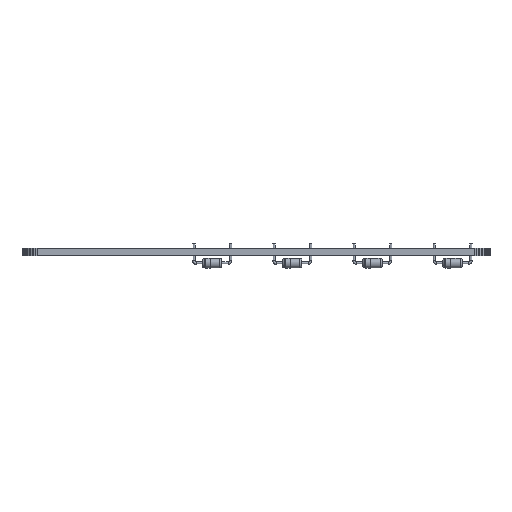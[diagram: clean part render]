
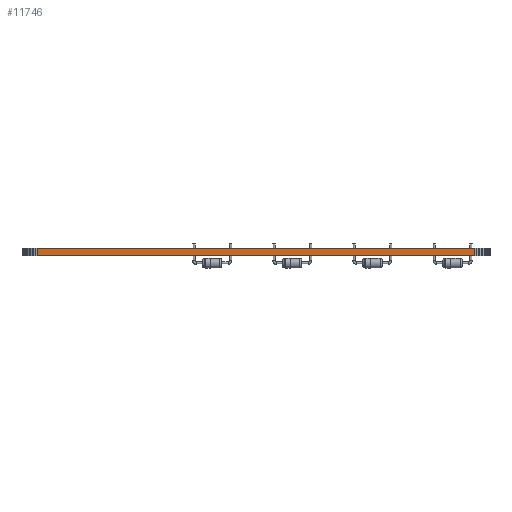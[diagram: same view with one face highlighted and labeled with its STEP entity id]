
A CAD part, left-side view. The second image highlights one B-rep face of the part: STEP entity #11746.
In plain terms, the highlighted planar face has unit normal (-1, 0, 0).
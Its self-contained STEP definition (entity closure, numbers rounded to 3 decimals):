
#989 = PLANE('',#990);
#990 = AXIS2_PLACEMENT_3D('',#991,#992,#993);
#991 = CARTESIAN_POINT('',(162.366,-98.374,1.6));
#992 = DIRECTION('',(-0.,-0.,-1.));
#993 = DIRECTION('',(-1.,0.,0.));
#1043 = PLANE('',#1044);
#1044 = AXIS2_PLACEMENT_3D('',#1045,#1046,#1047);
#1045 = CARTESIAN_POINT('',(162.366,-98.374,0.));
#1046 = DIRECTION('',(-0.,-0.,-1.));
#1047 = DIRECTION('',(-1.,0.,0.));
#2328 = VERTEX_POINT('',#2329);
#2329 = CARTESIAN_POINT('',(120.626,-143.863,0.));
#2343 = PLANE('',#2344);
#2344 = AXIS2_PLACEMENT_3D('',#2345,#2346,#2347);
#2345 = CARTESIAN_POINT('',(120.646,-144.218,0.));
#2346 = DIRECTION('',(-0.998,-0.056,0.));
#2347 = DIRECTION('',(-0.056,0.998,0.));
#2355 = EDGE_CURVE('',#2328,#2356,#2358,.T.);
#2356 = VERTEX_POINT('',#2357);
#2357 = CARTESIAN_POINT('',(120.626,-52.886,0.));
#2358 = SURFACE_CURVE('',#2359,(#2363,#2370),.PCURVE_S1.);
#2359 = LINE('',#2360,#2361);
#2360 = CARTESIAN_POINT('',(120.626,-143.863,0.));
#2361 = VECTOR('',#2362,1.);
#2362 = DIRECTION('',(0.,1.,0.));
#2363 = PCURVE('',#1043,#2364);
#2364 = DEFINITIONAL_REPRESENTATION('',(#2365),#2369);
#2365 = LINE('',#2366,#2367);
#2366 = CARTESIAN_POINT('',(41.74,-45.488));
#2367 = VECTOR('',#2368,1.);
#2368 = DIRECTION('',(0.,1.));
#2369 = ( GEOMETRIC_REPRESENTATION_CONTEXT(2) 
PARAMETRIC_REPRESENTATION_CONTEXT() REPRESENTATION_CONTEXT('2D SPACE',''
  ) );
#2370 = PCURVE('',#2371,#2376);
#2371 = PLANE('',#2372);
#2372 = AXIS2_PLACEMENT_3D('',#2373,#2374,#2375);
#2373 = CARTESIAN_POINT('',(120.626,-143.863,0.));
#2374 = DIRECTION('',(-1.,0.,0.));
#2375 = DIRECTION('',(0.,1.,0.));
#2376 = DEFINITIONAL_REPRESENTATION('',(#2377),#2381);
#2377 = LINE('',#2378,#2379);
#2378 = CARTESIAN_POINT('',(0.,0.));
#2379 = VECTOR('',#2380,1.);
#2380 = DIRECTION('',(1.,0.));
#2381 = ( GEOMETRIC_REPRESENTATION_CONTEXT(2) 
PARAMETRIC_REPRESENTATION_CONTEXT() REPRESENTATION_CONTEXT('2D SPACE',''
  ) );
#2399 = PLANE('',#2400);
#2400 = AXIS2_PLACEMENT_3D('',#2401,#2402,#2403);
#2401 = CARTESIAN_POINT('',(120.626,-52.886,0.));
#2402 = DIRECTION('',(-0.998,0.056,0.));
#2403 = DIRECTION('',(0.056,0.998,0.));
#7398 = VERTEX_POINT('',#7399);
#7399 = CARTESIAN_POINT('',(120.626,-143.863,1.6));
#7420 = EDGE_CURVE('',#7398,#7421,#7423,.T.);
#7421 = VERTEX_POINT('',#7422);
#7422 = CARTESIAN_POINT('',(120.626,-52.886,1.6));
#7423 = SURFACE_CURVE('',#7424,(#7428,#7435),.PCURVE_S1.);
#7424 = LINE('',#7425,#7426);
#7425 = CARTESIAN_POINT('',(120.626,-143.863,1.6));
#7426 = VECTOR('',#7427,1.);
#7427 = DIRECTION('',(0.,1.,0.));
#7428 = PCURVE('',#989,#7429);
#7429 = DEFINITIONAL_REPRESENTATION('',(#7430),#7434);
#7430 = LINE('',#7431,#7432);
#7431 = CARTESIAN_POINT('',(41.74,-45.488));
#7432 = VECTOR('',#7433,1.);
#7433 = DIRECTION('',(0.,1.));
#7434 = ( GEOMETRIC_REPRESENTATION_CONTEXT(2) 
PARAMETRIC_REPRESENTATION_CONTEXT() REPRESENTATION_CONTEXT('2D SPACE',''
  ) );
#7435 = PCURVE('',#2371,#7436);
#7436 = DEFINITIONAL_REPRESENTATION('',(#7437),#7441);
#7437 = LINE('',#7438,#7439);
#7438 = CARTESIAN_POINT('',(0.,-1.6));
#7439 = VECTOR('',#7440,1.);
#7440 = DIRECTION('',(1.,0.));
#7441 = ( GEOMETRIC_REPRESENTATION_CONTEXT(2) 
PARAMETRIC_REPRESENTATION_CONTEXT() REPRESENTATION_CONTEXT('2D SPACE',''
  ) );
#11696 = EDGE_CURVE('',#2356,#7421,#11697,.T.);
#11697 = SURFACE_CURVE('',#11698,(#11702,#11709),.PCURVE_S1.);
#11698 = LINE('',#11699,#11700);
#11699 = CARTESIAN_POINT('',(120.626,-52.886,0.));
#11700 = VECTOR('',#11701,1.);
#11701 = DIRECTION('',(0.,0.,1.));
#11702 = PCURVE('',#2399,#11703);
#11703 = DEFINITIONAL_REPRESENTATION('',(#11704),#11708);
#11704 = LINE('',#11705,#11706);
#11705 = CARTESIAN_POINT('',(0.,0.));
#11706 = VECTOR('',#11707,1.);
#11707 = DIRECTION('',(0.,-1.));
#11708 = ( GEOMETRIC_REPRESENTATION_CONTEXT(2) 
PARAMETRIC_REPRESENTATION_CONTEXT() REPRESENTATION_CONTEXT('2D SPACE',''
  ) );
#11709 = PCURVE('',#2371,#11710);
#11710 = DEFINITIONAL_REPRESENTATION('',(#11711),#11715);
#11711 = LINE('',#11712,#11713);
#11712 = CARTESIAN_POINT('',(90.976,0.));
#11713 = VECTOR('',#11714,1.);
#11714 = DIRECTION('',(0.,-1.));
#11715 = ( GEOMETRIC_REPRESENTATION_CONTEXT(2) 
PARAMETRIC_REPRESENTATION_CONTEXT() REPRESENTATION_CONTEXT('2D SPACE',''
  ) );
#11746 = ADVANCED_FACE('',(#11747),#2371,.T.);
#11747 = FACE_BOUND('',#11748,.T.);
#11748 = EDGE_LOOP('',(#11749,#11770,#11771,#11772));
#11749 = ORIENTED_EDGE('',*,*,#11750,.T.);
#11750 = EDGE_CURVE('',#2328,#7398,#11751,.T.);
#11751 = SURFACE_CURVE('',#11752,(#11756,#11763),.PCURVE_S1.);
#11752 = LINE('',#11753,#11754);
#11753 = CARTESIAN_POINT('',(120.626,-143.863,0.));
#11754 = VECTOR('',#11755,1.);
#11755 = DIRECTION('',(0.,0.,1.));
#11756 = PCURVE('',#2371,#11757);
#11757 = DEFINITIONAL_REPRESENTATION('',(#11758),#11762);
#11758 = LINE('',#11759,#11760);
#11759 = CARTESIAN_POINT('',(0.,0.));
#11760 = VECTOR('',#11761,1.);
#11761 = DIRECTION('',(0.,-1.));
#11762 = ( GEOMETRIC_REPRESENTATION_CONTEXT(2) 
PARAMETRIC_REPRESENTATION_CONTEXT() REPRESENTATION_CONTEXT('2D SPACE',''
  ) );
#11763 = PCURVE('',#2343,#11764);
#11764 = DEFINITIONAL_REPRESENTATION('',(#11765),#11769);
#11765 = LINE('',#11766,#11767);
#11766 = CARTESIAN_POINT('',(0.356,0.));
#11767 = VECTOR('',#11768,1.);
#11768 = DIRECTION('',(0.,-1.));
#11769 = ( GEOMETRIC_REPRESENTATION_CONTEXT(2) 
PARAMETRIC_REPRESENTATION_CONTEXT() REPRESENTATION_CONTEXT('2D SPACE',''
  ) );
#11770 = ORIENTED_EDGE('',*,*,#7420,.T.);
#11771 = ORIENTED_EDGE('',*,*,#11696,.F.);
#11772 = ORIENTED_EDGE('',*,*,#2355,.F.);
